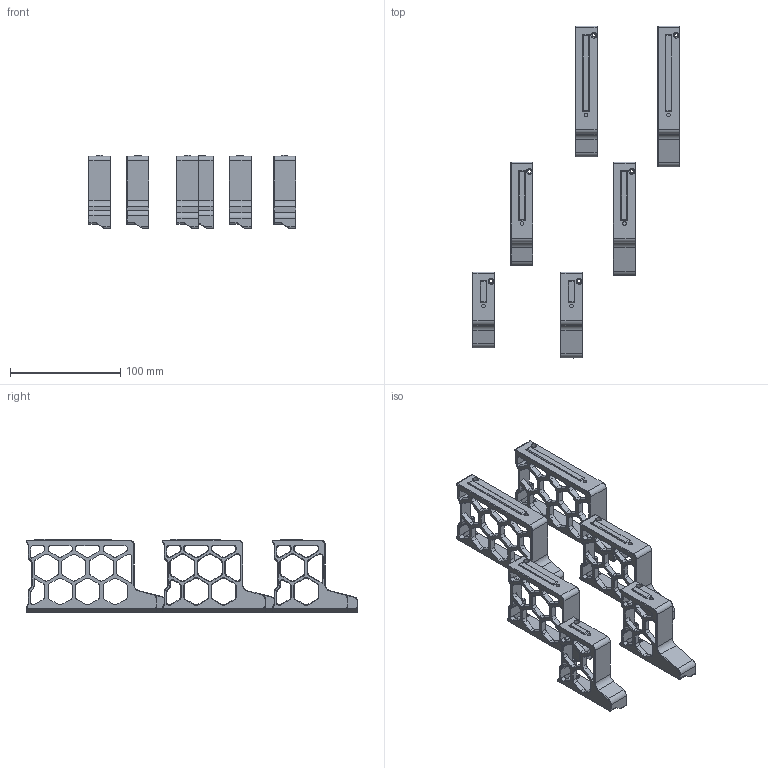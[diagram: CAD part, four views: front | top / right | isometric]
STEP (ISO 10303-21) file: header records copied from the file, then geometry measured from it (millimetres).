
FILE_DESCRIPTION(/* description */ (''),/* implementation_level */ '2;1');
FILE_NAME(/* name */ 'Revo Nozzle v11.step',/* time_stamp */ '2022-07-03T21:44:41-04:00',/* author */ (''),/* organization */ (''),/* preprocessor_version */ 'ST-DEVELOPER v19',/* originating_system */ 'Autodesk Translation Framework v11.7.0.108',/* authorisation */ '');
FILE_SCHEMA (('AUTOMOTIVE_DESIGN { 1 0 10303 214 3 1 1 }'));
Length unit declared in the file: millimetre
Products named in the file (1): Revo Nozzle
Bounding box: 188.28 x 301.78 x 67 mm (x, y, z)
Volume: 154133.3 mm3; surface area: 107123.1 mm2
Topology: 6 solids, 6 shells, 1510 faces, 4061 edges, 2543 vertices
Faces by surface type: plane 708, cylinder 535, cone 238, torus 16, bspline 13
Full cylindrical faces by diameter (mm): 3.1 x12, 3.4 x6, 5.3 x12, 6 x6
Entity records: 48286 total; most frequent: CARTESIAN_POINT 9385, DIRECTION 8295, ORIENTED_EDGE 8118, EDGE_CURVE 4059, AXIS2_PLACEMENT_3D 2860, LINE 2575, VECTOR 2575, VERTEX_POINT 2543
